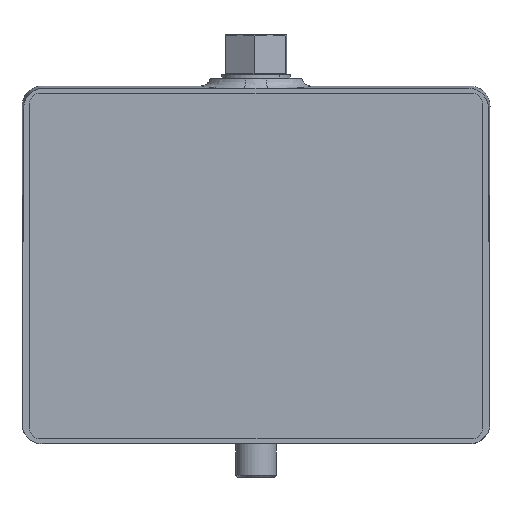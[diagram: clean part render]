
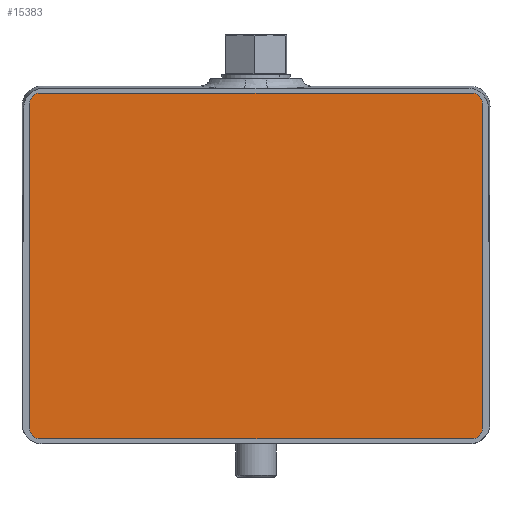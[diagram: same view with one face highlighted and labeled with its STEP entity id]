
A CAD part, front view. The second image highlights one B-rep face of the part: STEP entity #15383.
In plain terms, the highlighted planar face has unit normal (0, -1, 0).
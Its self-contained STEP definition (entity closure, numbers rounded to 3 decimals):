
#162 = PLANE ( 'NONE',  #4784 ) ;
#181 = CARTESIAN_POINT ( 'NONE',  ( 107.5, -15., 6.137 ) ) ;
#182 = DIRECTION ( 'NONE',  ( 0., -1., 0. ) ) ;
#183 = DIRECTION ( 'NONE',  ( 0., 0., -1. ) ) ;
#1803 = LINE ( 'NONE', #15569, #1810 ) ;
#1806 = CIRCLE ( 'NONE', #14355, 5. ) ;
#1809 = CIRCLE ( 'NONE', #14356, 5. ) ;
#1810 = VECTOR ( 'NONE', #15575, 1000. ) ;
#1811 = LINE ( 'NONE', #15570, #1813 ) ;
#1812 = CIRCLE ( 'NONE', #14357, 5. ) ;
#1813 = VECTOR ( 'NONE', #15571, 1000. ) ;
#1814 = LINE ( 'NONE', #15565, #1816 ) ;
#1815 = CIRCLE ( 'NONE', #14358, 5. ) ;
#1816 = VECTOR ( 'NONE', #15564, 1000. ) ;
#1817 = LINE ( 'NONE', #15560, #1819 ) ;
#1819 = VECTOR ( 'NONE', #15884, 1000. ) ;
#3492 = ORIENTED_EDGE ( 'NONE', *, *, #3982, .T. ) ;
#3493 = ORIENTED_EDGE ( 'NONE', *, *, #3983, .T. ) ;
#3494 = ORIENTED_EDGE ( 'NONE', *, *, #3984, .T. ) ;
#3495 = ORIENTED_EDGE ( 'NONE', *, *, #3985, .T. ) ;
#3496 = ORIENTED_EDGE ( 'NONE', *, *, #3986, .T. ) ;
#3497 = ORIENTED_EDGE ( 'NONE', *, *, #3987, .T. ) ;
#3498 = ORIENTED_EDGE ( 'NONE', *, *, #3988, .T. ) ;
#3499 = ORIENTED_EDGE ( 'NONE', *, *, #3989, .T. ) ;
#3982 = EDGE_CURVE ( 'NONE', #8668, #8674, #1806, .T. ) ;
#3983 = EDGE_CURVE ( 'NONE', #8674, #8676, #1803, .T. ) ;
#3984 = EDGE_CURVE ( 'NONE', #8676, #8677, #1809, .T. ) ;
#3985 = EDGE_CURVE ( 'NONE', #8677, #8678, #1811, .T. ) ;
#3986 = EDGE_CURVE ( 'NONE', #8678, #8679, #1812, .T. ) ;
#3987 = EDGE_CURVE ( 'NONE', #8679, #8680, #1814, .T. ) ;
#3988 = EDGE_CURVE ( 'NONE', #8680, #8681, #1815, .T. ) ;
#3989 = EDGE_CURVE ( 'NONE', #8681, #8668, #1817, .T. ) ;
#4784 = AXIS2_PLACEMENT_3D ( 'NONE', #181, #182, #183 ) ;
#5503 = FACE_OUTER_BOUND ( 'NONE', #11684, .T. ) ;
#8668 = VERTEX_POINT ( 'NONE', #16131 ) ;
#8674 = VERTEX_POINT ( 'NONE', #16137 ) ;
#8676 = VERTEX_POINT ( 'NONE', #16139 ) ;
#8677 = VERTEX_POINT ( 'NONE', #16140 ) ;
#8678 = VERTEX_POINT ( 'NONE', #16141 ) ;
#8679 = VERTEX_POINT ( 'NONE', #16142 ) ;
#8680 = VERTEX_POINT ( 'NONE', #16143 ) ;
#8681 = VERTEX_POINT ( 'NONE', #16144 ) ;
#11684 = EDGE_LOOP ( 'NONE', ( #3492, #3493, #3494, #3495, #3496, #3497, #3498, #3499 ) ) ;
#14355 = AXIS2_PLACEMENT_3D ( 'NONE', #15568, #15567, #15566 ) ;
#14356 = AXIS2_PLACEMENT_3D ( 'NONE', #15563, #15562, #15561 ) ;
#14357 = AXIS2_PLACEMENT_3D ( 'NONE', #15885, #15886, #15883 ) ;
#14358 = AXIS2_PLACEMENT_3D ( 'NONE', #15878, #15879, #15880 ) ;
#15383 = ADVANCED_FACE ( 'NONE', ( #5503 ), #162, .T. ) ;
#15560 = CARTESIAN_POINT ( 'NONE',  ( -107.5, -15., 1.137 ) ) ;
#15561 = DIRECTION ( 'NONE',  ( 0., 0., -1. ) ) ;
#15562 = DIRECTION ( 'NONE',  ( 0., -1., 0. ) ) ;
#15563 = CARTESIAN_POINT ( 'NONE',  ( 107.5, -15., 167.953 ) ) ;
#15564 = DIRECTION ( 'NONE',  ( 0., 0., -1. ) ) ;
#15565 = CARTESIAN_POINT ( 'NONE',  ( -112.5, -15., 167.953 ) ) ;
#15566 = DIRECTION ( 'NONE',  ( 0., 0., -1. ) ) ;
#15567 = DIRECTION ( 'NONE',  ( 0., -1., 0. ) ) ;
#15568 = CARTESIAN_POINT ( 'NONE',  ( 107.5, -15., 6.137 ) ) ;
#15569 = CARTESIAN_POINT ( 'NONE',  ( 112.5, -15., 6.137 ) ) ;
#15570 = CARTESIAN_POINT ( 'NONE',  ( 107.5, -15., 172.953 ) ) ;
#15571 = DIRECTION ( 'NONE',  ( -1., 0., 0. ) ) ;
#15575 = DIRECTION ( 'NONE',  ( 0., 0., 1. ) ) ;
#15878 = CARTESIAN_POINT ( 'NONE',  ( -107.5, -15., 6.137 ) ) ;
#15879 = DIRECTION ( 'NONE',  ( 0., -1., 0. ) ) ;
#15880 = DIRECTION ( 'NONE',  ( 0., 0., -1. ) ) ;
#15883 = DIRECTION ( 'NONE',  ( 0., 0., -1. ) ) ;
#15884 = DIRECTION ( 'NONE',  ( 1., 0., 0. ) ) ;
#15885 = CARTESIAN_POINT ( 'NONE',  ( -107.5, -15., 167.953 ) ) ;
#15886 = DIRECTION ( 'NONE',  ( 0., -1., 0. ) ) ;
#16131 = CARTESIAN_POINT ( 'NONE',  ( 107.5, -15., 1.137 ) ) ;
#16137 = CARTESIAN_POINT ( 'NONE',  ( 112.5, -15., 6.137 ) ) ;
#16139 = CARTESIAN_POINT ( 'NONE',  ( 112.5, -15., 167.953 ) ) ;
#16140 = CARTESIAN_POINT ( 'NONE',  ( 107.5, -15., 172.953 ) ) ;
#16141 = CARTESIAN_POINT ( 'NONE',  ( -107.5, -15., 172.953 ) ) ;
#16142 = CARTESIAN_POINT ( 'NONE',  ( -112.5, -15., 167.953 ) ) ;
#16143 = CARTESIAN_POINT ( 'NONE',  ( -112.5, -15., 6.137 ) ) ;
#16144 = CARTESIAN_POINT ( 'NONE',  ( -107.5, -15., 1.137 ) ) ;
